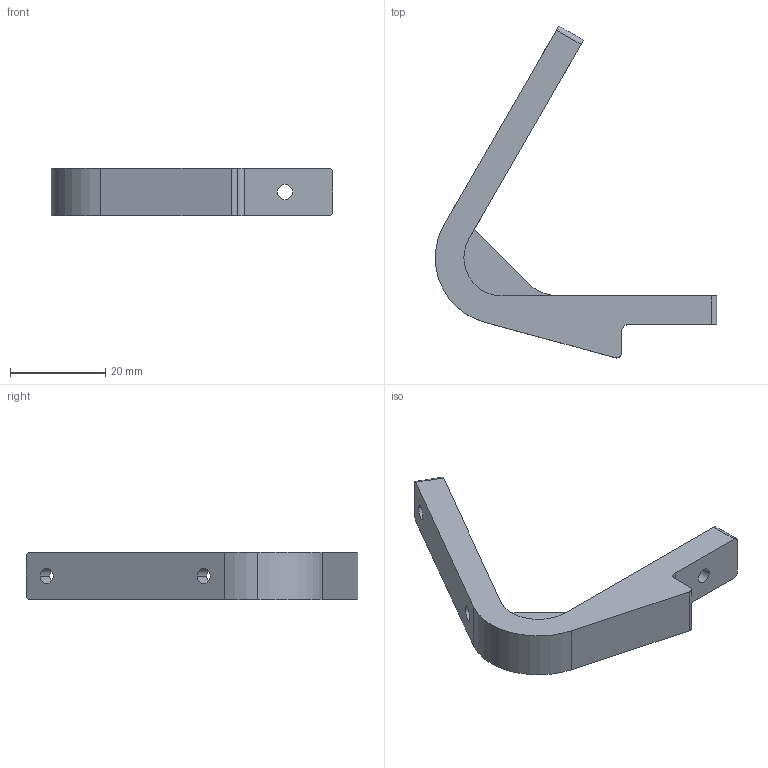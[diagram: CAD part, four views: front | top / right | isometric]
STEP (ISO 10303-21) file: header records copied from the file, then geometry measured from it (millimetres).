
FILE_DESCRIPTION (( 'STEP AP214' ), '1' );
FILE_NAME ('そ躉盓殤.STEP', '2024-11-25T14:59:03', ( '' ), ( '' ), 'SwSTEP 2.0', 'SolidWorks 2024', '' );
FILE_SCHEMA (( 'AUTOMOTIVE_DESIGN' ));
Length unit declared in the file: millimetre
Products named in the file (1): 屏幕支架
Bounding box: 59 x 69.57 x 10 mm (x, y, z)
Volume: 7943.6 mm3; surface area: 4459.6 mm2
Topology: 1 solids, 1 shells, 46 faces, 126 edges, 84 vertices
Faces by surface type: plane 27, cylinder 19
Entity records: 1503 total; most frequent: DIRECTION 258, CARTESIAN_POINT 257, ORIENTED_EDGE 252, EDGE_CURVE 126, LINE 88, VECTOR 88, AXIS2_PLACEMENT_3D 85, VERTEX_POINT 84
